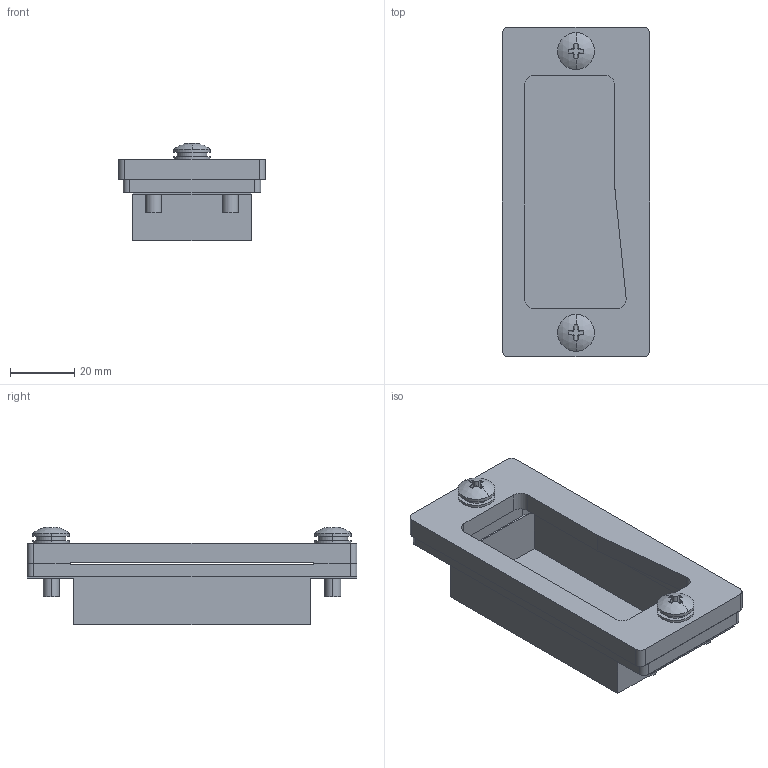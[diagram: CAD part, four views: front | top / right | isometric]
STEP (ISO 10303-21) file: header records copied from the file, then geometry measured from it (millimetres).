
FILE_DESCRIPTION (( 'STEP AP203' ), '1' );
FILE_NAME ('FA-830S-1-R.STEP', '2023-07-24T01:15:51', ( '' ), ( '' ), 'SwSTEP 2.0', 'SolidWorks 2021', '' );
FILE_SCHEMA (( 'CONFIG_CONTROL_DESIGN' ));
Length unit declared in the file: millimetre
Products named in the file (6): FA-830S-1_アルミ箱_; FA-830S-1-R; FA-830S-1_僩儔僗偹偠M5; FA-830S-1-R_フロント受座; FA-830S-1_筐体取付座; FA-830S-1_M5僒僢僔梡嶮偹偠_
Assembly tree (9 placements, depth 2):
  FA-830S-1-R
    FA-830S-1-R_フロント受座
    FA-830S-1_筐体取付座
    FA-830S-1_アルミ箱_
    FA-830S-1_僩儔僗偹偠M5  x2
    FA-830S-1_M5僒僢僔梡嶮偹偠_  x4
Bounding box: 46 x 103 x 30.52 mm (x, y, z)
Volume: 27732.4 mm3; surface area: 30610.8 mm2
Topology: 9 solids, 9 shells, 268 faces, 717 edges, 478 vertices
Faces by surface type: plane 126, cylinder 98, cone 24, bspline 16, sphere 4
Entity records: 5923 total; most frequent: CARTESIAN_POINT 989, DIRECTION 911, ORIENTED_EDGE 858, EDGE_CURVE 429, AXIS2_PLACEMENT_3D 332, VERTEX_POINT 282, LINE 247, VECTOR 247
